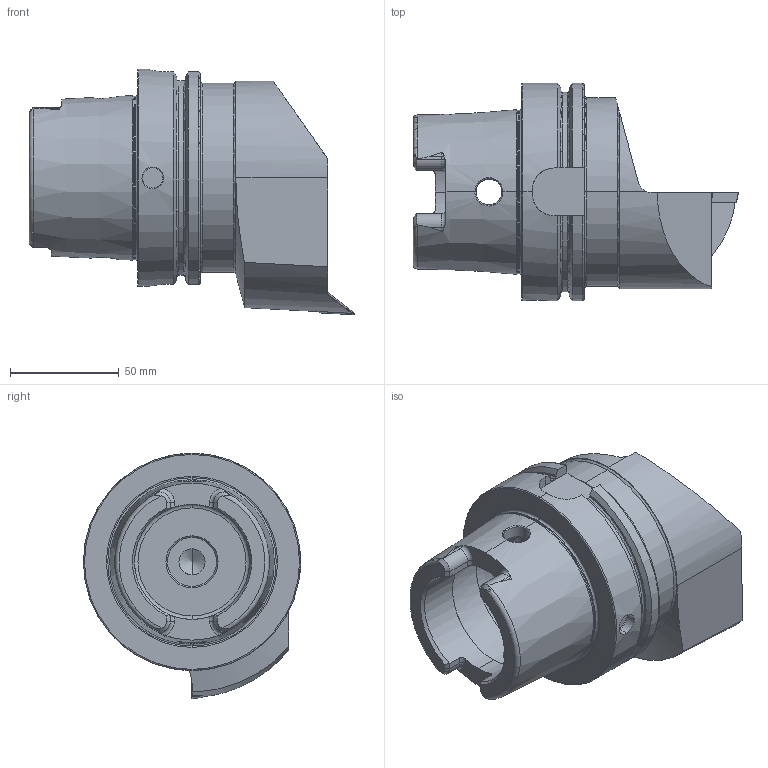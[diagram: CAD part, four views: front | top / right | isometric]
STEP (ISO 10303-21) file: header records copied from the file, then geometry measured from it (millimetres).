
FILE_DESCRIPTION (( 'STEP AP214' ), '1' );
FILE_NAME ('HA0.KVB.RJA.100.STEP', '2014-12-17T08:34:19', ( 'SWIAdmin' ), ( 'Hewlett-Packard Company' ), 'SwSTEP 2.0', 'SolidWorks 2012', '' );
FILE_SCHEMA (( 'AUTOMOTIVE_DESIGN' ));
Length unit declared in the file: millimetre
Products named in the file (5): KVT_MB_600_050; WCB-ER2.001.009_A; VCMT160404; HA0-KVB.RJA.100_A_Fertigbearbeitung; HA0.KVB.RJA.100
Assembly tree (4 placements, depth 2):
  HA0.KVB.RJA.100
    HA0-KVB.RJA.100_A_Fertigbearbeitung
    VCMT160404
    WCB-ER2.001.009_A
    KVT_MB_600_050
Bounding box: 149.93 x 100 x 113 mm (x, y, z)
Volume: 517129.8 mm3; surface area: 67933.7 mm2
Topology: 5 solids, 5 shells, 309 faces, 795 edges, 486 vertices
Faces by surface type: cylinder 91, cone 77, plane 77, torus 40, bspline 20, sphere 4
Entity records: 12679 total; most frequent: CARTESIAN_POINT 4132, ORIENTED_EDGE 1556, DIRECTION 1424, EDGE_CURVE 778, AXIS2_PLACEMENT_3D 571, VERTEX_POINT 483, EDGE_LOOP 323, FACE_OUTER_BOUND 309
